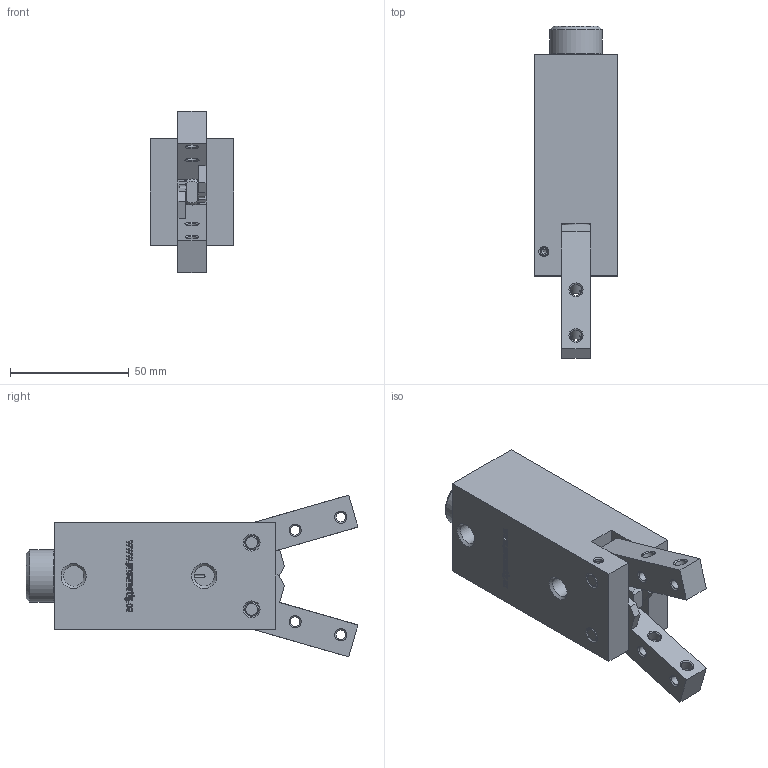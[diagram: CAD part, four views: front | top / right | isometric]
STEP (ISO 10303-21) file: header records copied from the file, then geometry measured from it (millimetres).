
FILE_DESCRIPTION(/* description */ (''),/* implementation_level */ '2;1');
FILE_NAME(/* name */ 'C-V-32-NA.stp',/* time_stamp */ '2017-02-17T13:51:53+01:00',/* author */ (''),/* organization */ (''),/* preprocessor_version */ 'ST-DEVELOPER v15.2',/* originating_system */ 'Autodesk Translator Framework v2.0.0.5431',/* authorisation */ '');
FILE_SCHEMA (('AUTOMOTIVE_DESIGN { 1 0 10303 214 3 1 1 }'));
Products named in the file (1): (Unsaved)
Bounding box: 35 x 139.72 x 68.08 mm (x, y, z)
Volume: 136649.7 mm3; surface area: 43077.6 mm2
Topology: 1 solids, 10 shells, 1420 faces, 3854 edges, 2514 vertices
Faces by surface type: bspline 765, plane 468, cone 99, cylinder 82, torus 6
Full cylindrical faces by diameter (mm): 1.2 x2, 2.5 x1, 3.242 x8, 4.134 x10, 4.5 x4, 4.917 x5, 5 x2, 5.5 x2, 6 x8, 6.5 x1, 7.4 x4, 8.376 x1, 8.566 x2, 8.6 x1, 11 x1, 11.75 x1, 12 x5, 14.7 x1, 20 x2, 21.5 x1, 22 x1, 24.2 x2, 28 x2, 29.2 x1, 31.5 x1, 32 x3
Entity records: 50624 total; most frequent: CARTESIAN_POINT 21041, ORIENTED_EDGE 7300, EDGE_CURVE 3628, DIRECTION 3595, VERTEX_POINT 2459, LINE 1797, VECTOR 1797, EDGE_LOOP 1709
